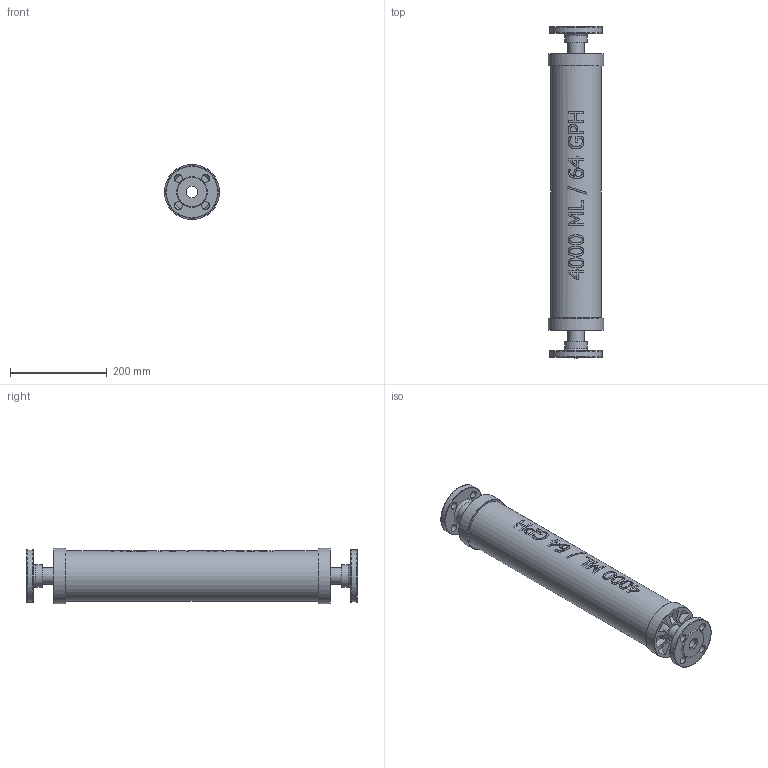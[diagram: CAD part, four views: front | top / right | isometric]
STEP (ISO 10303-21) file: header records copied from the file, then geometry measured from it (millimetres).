
FILE_DESCRIPTION((''),'2;1');
FILE_NAME('PV#2-4000-F_R0.iam.stp','2016-10-13T14:09:42',(''),(''),'Autodesk Inventor 2009','Autodesk Inventor 2009','');
FILE_SCHEMA(('AUTOMOTIVE_DESIGN { 1 0 10303 214 1 1 1 1 }'));
Length unit declared in the file: inch
Products named in the file (6): PV#2-4000-F_R0; PV-SW-4000_R2; PV-4000-TUBE_R0; SA-10FLG-PVC_R0; FLG-10PVC_R0; PIPE-10PVC_R0
Assembly tree (7 placements, depth 3):
  PV#2-4000-F_R0
    PV-SW-4000_R2  x2
    PV-4000-TUBE_R0
    SA-10FLG-PVC_R0  x2
      FLG-10PVC_R0
      PIPE-10PVC_R0
Bounding box: 114.3 x 685.8 x 114.3 mm (x, y, z)
Volume: 917248.8 mm3; surface area: 529257.4 mm2
Topology: 7 solids, 7 shells, 338 faces, 831 edges, 546 vertices
Faces by surface type: bspline 161, plane 112, cylinder 35, cone 30
Full cylindrical faces by diameter (mm): 15.875 x2, 24.308 x2, 29.362 x2, 33.401 x2, 98.45 x2, 101.727 x1, 104.775 x1, 105.41 x2, 114.3 x2
Entity records: 45923 total; most frequent: CARTESIAN_POINT 40423, ORIENTED_EDGE 1250, DIRECTION 774, EDGE_CURVE 625, VERTEX_POINT 428, EDGE_LOOP 329, AXIS2_PLACEMENT_3D 270, FACE_OUTER_BOUND 259
